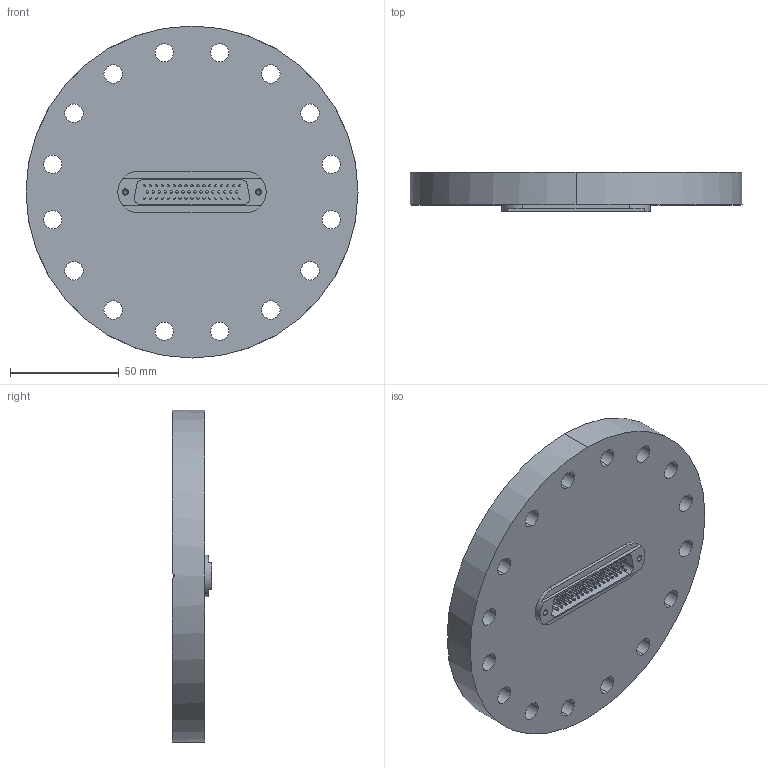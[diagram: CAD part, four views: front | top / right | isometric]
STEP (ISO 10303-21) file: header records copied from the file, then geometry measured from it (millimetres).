
FILE_DESCRIPTION (( 'STEP AP214' ), '1' );
FILE_NAME ('210-D50-C100.STEP', '2014-05-15T09:50:29', ( 'allectra' ), ( 'Microsoft' ), 'SwSTEP 2.0', 'SolidWorks 2013', '' );
FILE_SCHEMA (( 'AUTOMOTIVE_DESIGN' ));
Length unit declared in the file: millimetre
Products named in the file (5): 218-D50-SS_50pol; 9210-PIN-FENI; 9218-D50-SS_50 pin 1mm; 9210-D50-C100_CF100; 210-D50-C100
Assembly tree (117 placements, depth 3):
  210-D50-C100
    9210-D50-C100_CF100
    218-D50-SS_50pol
      9218-D50-SS_50 pin 1mm
      9210-PIN-FENI  x114
Bounding box: 152.4 x 18.2 x 152.4 mm (x, y, z)
Volume: 241959.6 mm3; surface area: 62121.4 mm2
Topology: 116 solids, 116 shells, 667 faces, 1956 edges, 1296 vertices
Faces by surface type: cylinder 396, sphere 228, plane 31, cone 12
Entity records: 8390 total; most frequent: DIRECTION 1602, CARTESIAN_POINT 1372, ORIENTED_EDGE 1172, AXIS2_PLACEMENT_3D 684, EDGE_CURVE 586, VERTEX_POINT 388, EDGE_LOOP 360, CIRCLE 348
